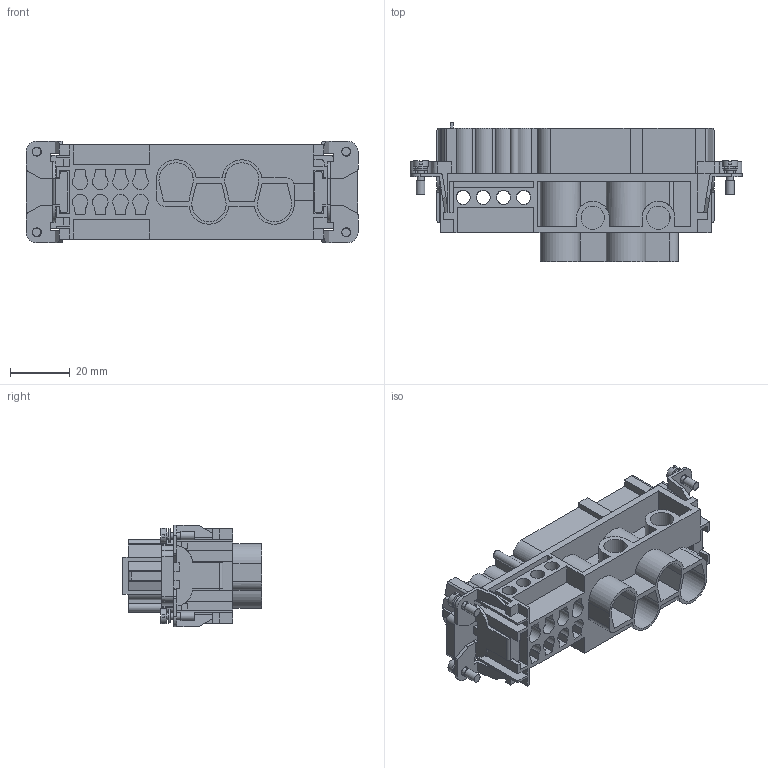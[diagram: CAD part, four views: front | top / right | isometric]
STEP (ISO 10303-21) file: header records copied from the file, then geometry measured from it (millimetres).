
FILE_DESCRIPTION (( 'STEP AP214' ), '1' );
FILE_NAME ('ZP-24B-48-FS-INSERT.STEP', '2011-11-18T21:11:46', ( '.ADC' ), ( 'ADC' ), 'SwSTEP 2.0', 'SolidWorks 2011', '' );
FILE_SCHEMA (( 'AUTOMOTIVE_DESIGN' ));
Length unit declared in the file: millimetre
Products named in the file (1): ZP-24B-48-FS-INSERT
Bounding box: 111.31 x 46.75 x 34 mm (x, y, z)
Volume: 43789.4 mm3; surface area: 41037.6 mm2
Topology: 7 solids, 7 shells, 727 faces, 2035 edges, 1348 vertices
Faces by surface type: plane 574, cylinder 149, cone 4
Full cylindrical faces by diameter (mm): 2.324 x8, 2.85 x4, 3.007 x4, 4.75 x4, 5.02 x4, 5.66 x8, 6.492 x1, 6.495 x1, 6.499 x1, 6.504 x1, 7.85 x4, 10.625 x4
Entity records: 26412 total; most frequent: CARTESIAN_POINT 4945, ORIENTED_EDGE 3906, DIRECTION 3738, EDGE_CURVE 1953, VECTOR 1504, LINE 1504, VERTEX_POINT 1322, AXIS2_PLACEMENT_3D 1117
